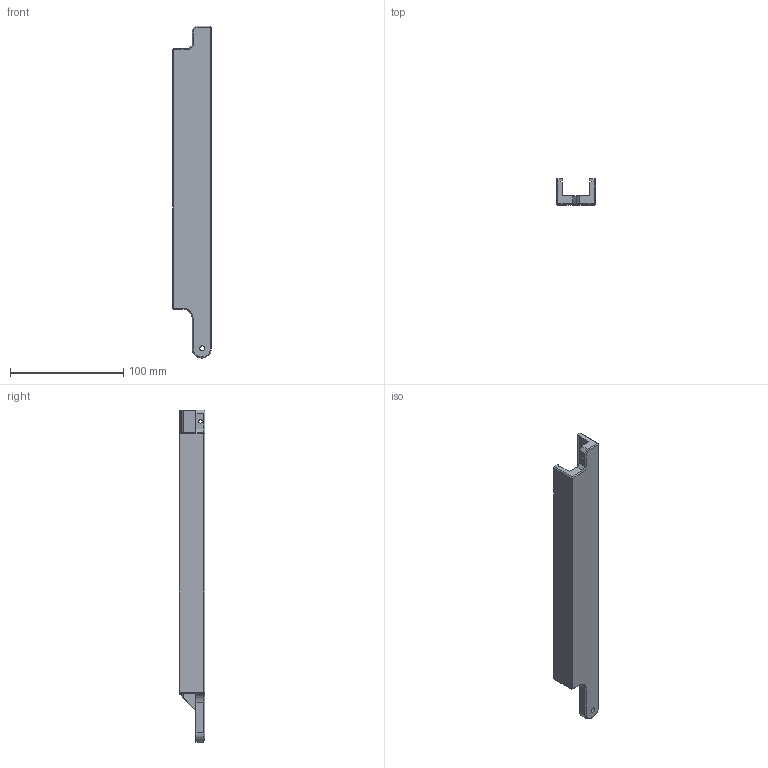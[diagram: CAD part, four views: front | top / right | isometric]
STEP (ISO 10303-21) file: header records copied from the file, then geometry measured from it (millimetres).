
FILE_DESCRIPTION(('HOOPS Exchange Step'),'2;1');
FILE_NAME('Bottom Channel.stp','2026-02-25T16:50:36-05:00',('RED'),('Unknown organisation'),'HOOPS Exchange 2025.8','HOOPS Exchange','Unknown authorisation');
FILE_SCHEMA( ('AP203_CONFIGURATION_CONTROLLED_3D_DESIGN_OF_MECHANICAL_PARTS_AND_ASSEMBLIES_MIM_LF') );
Length unit declared in the file: millimetre
Products named in the file (3): 0; root
Assembly tree (2 placements, depth 3):
  root
    0
      0
Bounding box: 34.2 x 22.9 x 292.9 mm (x, y, z)
Volume: 105900.8 mm3; surface area: 38065 mm2
Topology: 1 solids, 1 shells, 56 faces, 151 edges, 99 vertices
Faces by surface type: plane 40, cylinder 13, cone 3
Full cylindrical faces by diameter (mm): 3.2 x1, 4.4 x1, 4.7 x1, 8 x1
Entity records: 1820 total; most frequent: CARTESIAN_POINT 311, DIRECTION 307, ORIENTED_EDGE 302, EDGE_CURVE 151, VECTOR 117, LINE 117, VERTEX_POINT 99, AXIS2_PLACEMENT_3D 95
